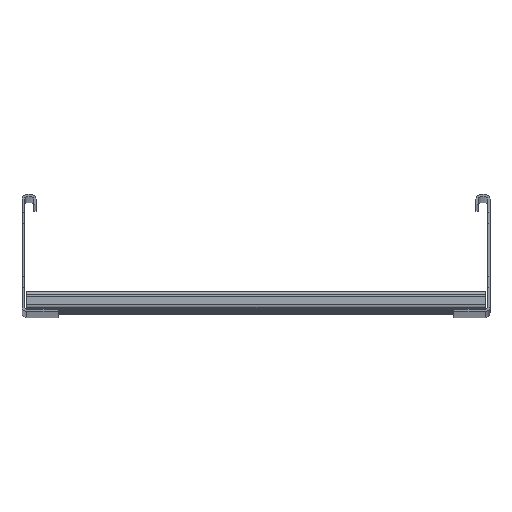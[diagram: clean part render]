
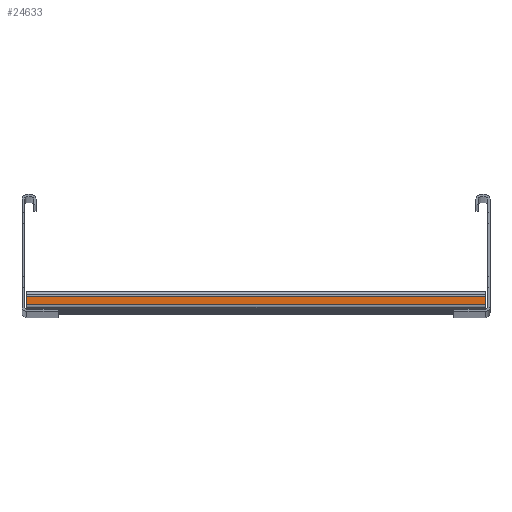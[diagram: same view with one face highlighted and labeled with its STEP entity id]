
A CAD part, top view. The second image highlights one B-rep face of the part: STEP entity #24633.
In plain terms, the highlighted planar face has unit normal (0, 0, 1).
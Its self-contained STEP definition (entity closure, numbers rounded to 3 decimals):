
#6619=DIRECTION('',(1.,0.,0.));
#6620=VECTOR('',#6619,392.);
#6621=CARTESIAN_POINT('',(-196.,-44.,1365.));
#6622=LINE('',#6621,#6620);
#6703=DIRECTION('',(0.,-1.,0.));
#6704=VECTOR('',#6703,7.);
#6705=CARTESIAN_POINT('',(-196.,-37.,1365.));
#6706=LINE('',#6705,#6704);
#6720=DIRECTION('',(0.,-1.,0.));
#6721=VECTOR('',#6720,7.);
#6722=CARTESIAN_POINT('',(196.,-37.,1365.));
#6723=LINE('',#6722,#6721);
#6799=DIRECTION('',(1.,0.,0.));
#6800=VECTOR('',#6799,392.);
#6801=CARTESIAN_POINT('',(-196.,-37.,1365.));
#6802=LINE('',#6801,#6800);
#14957=CARTESIAN_POINT('',(-196.,-37.,1365.));
#14958=CARTESIAN_POINT('',(-196.,-44.,1365.));
#14959=VERTEX_POINT('',#14957);
#14960=VERTEX_POINT('',#14958);
#14993=CARTESIAN_POINT('',(196.,-37.,1365.));
#14994=CARTESIAN_POINT('',(196.,-44.,1365.));
#14995=VERTEX_POINT('',#14993);
#14996=VERTEX_POINT('',#14994);
#24621=CARTESIAN_POINT('',(-196.,-37.,1365.));
#24622=DIRECTION('',(0.,0.,1.));
#24623=DIRECTION('',(0.,-1.,0.));
#24624=AXIS2_PLACEMENT_3D('',#24621,#24622,#24623);
#24625=PLANE('',#24624);
#24626=ORIENTED_EDGE('',*,*,#24541,.F.);
#24628=ORIENTED_EDGE('',*,*,#24627,.T.);
#24629=ORIENTED_EDGE('',*,*,#24581,.T.);
#24630=ORIENTED_EDGE('',*,*,#24490,.F.);
#24631=EDGE_LOOP('',(#24626,#24628,#24629,#24630));
#24632=FACE_OUTER_BOUND('',#24631,.F.);
#24633=ADVANCED_FACE('',(#24632),#24625,.T.);
#24490=EDGE_CURVE('',#14960,#14996,#6622,.T.);
#24541=EDGE_CURVE('',#14959,#14960,#6706,.T.);
#24581=EDGE_CURVE('',#14995,#14996,#6723,.T.);
#24627=EDGE_CURVE('',#14959,#14995,#6802,.T.);
